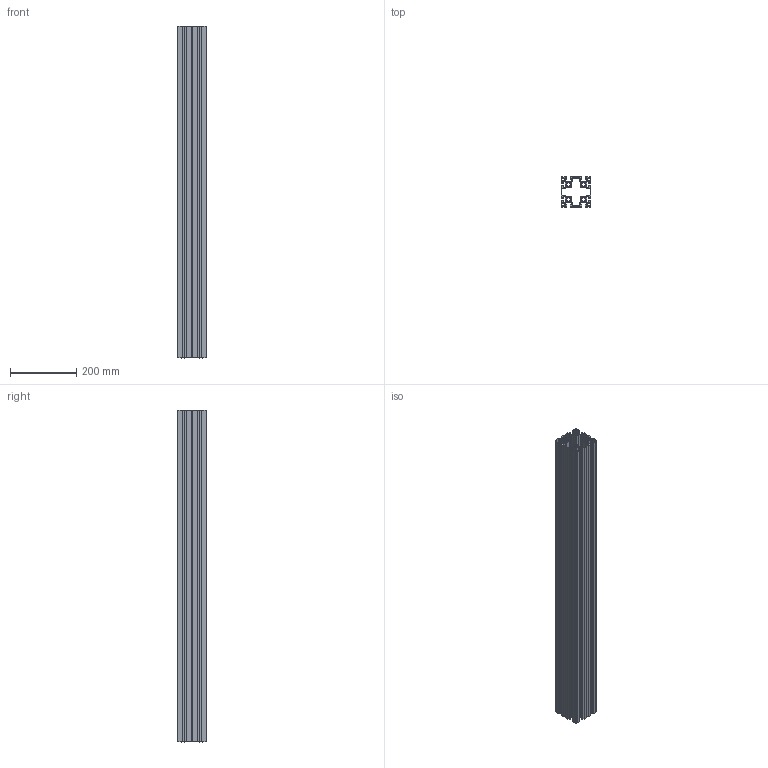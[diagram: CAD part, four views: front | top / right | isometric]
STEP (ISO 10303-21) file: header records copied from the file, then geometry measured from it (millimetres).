
FILE_DESCRIPTION (( 'STEP AP214' ), '1' );
FILE_NAME ('599 Êîíñòðóêöèîííûé ïðîôèëü 90õ90.STEP', '2019-11-08T14:05:33', ( 'Windows User' ), ( '' ), 'SwSTEP 2.0', 'SolidWorks 2019', '' );
FILE_SCHEMA (( 'AUTOMOTIVE_DESIGN' ));
Length unit declared in the file: millimetre
Products named in the file (1): 599 Êîíñòðóêöèîííûé ïðîôèëü 90õ90
Bounding box: 90 x 90 x 1000 mm (x, y, z)
Volume: 1862016.4 mm3; surface area: 1540284.3 mm2
Topology: 1 solids, 1 shells, 798 faces, 2388 edges, 1592 vertices
Faces by surface type: plane 426, cylinder 372
Entity records: 27106 total; most frequent: CARTESIAN_POINT 4779, ORIENTED_EDGE 4776, DIRECTION 4730, EDGE_CURVE 2388, LINE 1644, VECTOR 1644, VERTEX_POINT 1592, AXIS2_PLACEMENT_3D 1543
